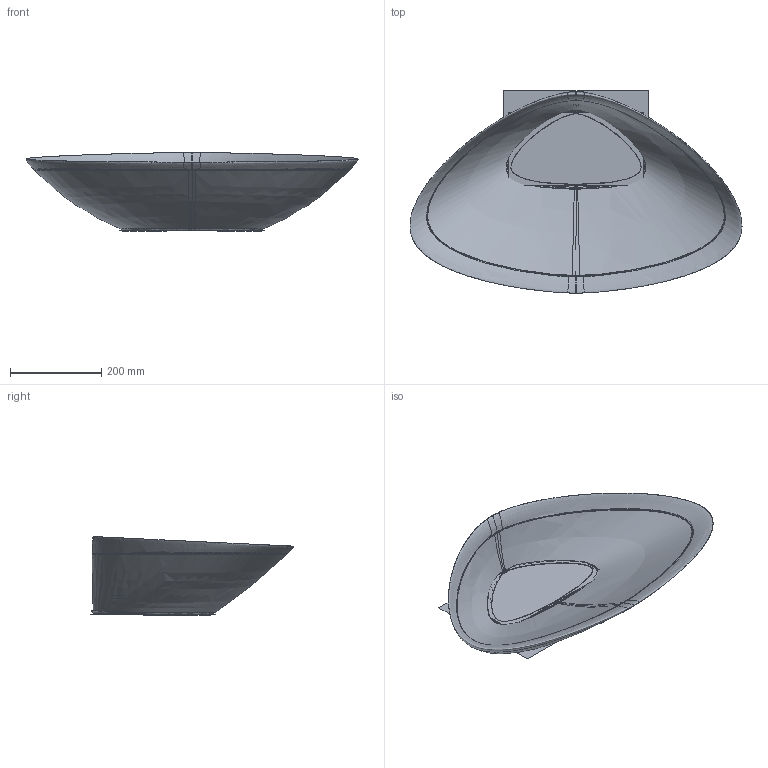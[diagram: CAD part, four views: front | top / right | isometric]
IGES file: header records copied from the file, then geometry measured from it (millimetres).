
Start section:  PTC IGES file: BLAT_3D.igs
Global section: file name: BLAT_3D.igs; native system: Creo Parametric by Parametric Technology Corporation; preprocessor: 2011490; author: utente3; organization: Unknown; date: 20141112.112715; units: millimetre
Bounding box: 728.1 x 444.02 x 172.76 mm (x, y, z)
Surface area: 1648746.7 mm2 (no closed solid volume)
Topology: 0 solids, 0 shells, 92 faces, 1101 edges, 1424 vertices
Faces by surface type: bspline 64, revolution 24, extrusion 4
